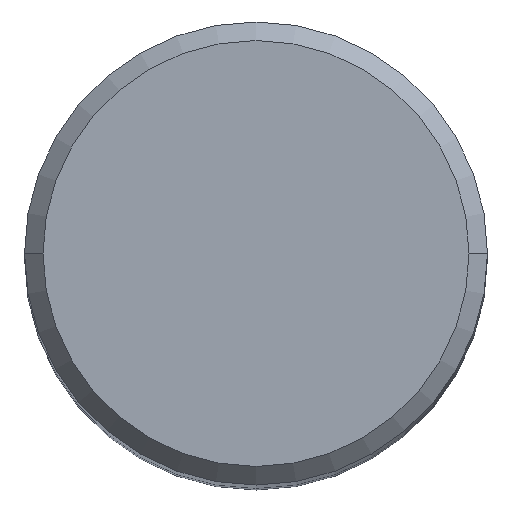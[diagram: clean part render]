
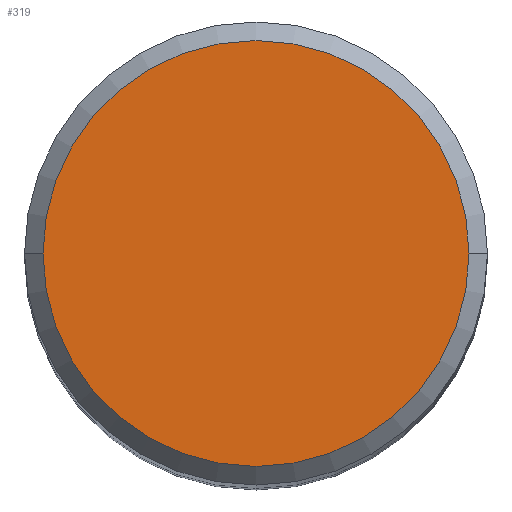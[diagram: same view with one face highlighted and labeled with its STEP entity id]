
A CAD part, top view. The second image highlights one B-rep face of the part: STEP entity #319.
In plain terms, the highlighted planar face has unit normal (0, 0, 1).
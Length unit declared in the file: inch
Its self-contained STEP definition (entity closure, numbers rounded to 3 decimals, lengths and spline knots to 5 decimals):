
#12 = DIRECTION ( 'NONE',  ( 1., 0., 0. ) ) ;
#61 = PLANE ( 'NONE',  #160 ) ;
#70 = CARTESIAN_POINT ( 'NONE',  ( -0.1725, 0., 2.5 ) ) ;
#76 = AXIS2_PLACEMENT_3D ( 'NONE', #177, #254, #12 ) ;
#97 = CARTESIAN_POINT ( 'NONE',  ( 0.1725, 0., 2.5 ) ) ;
#131 = CIRCLE ( 'NONE', #203, 0.1725 ) ;
#136 = EDGE_CURVE ( 'NONE', #207, #299, #131, .T. ) ;
#160 = AXIS2_PLACEMENT_3D ( 'NONE', #263, #273, #243 ) ;
#172 = CIRCLE ( 'NONE', #76, 0.1725 ) ;
#177 = CARTESIAN_POINT ( 'NONE',  ( 0., 0., 2.5 ) ) ;
#194 = DIRECTION ( 'NONE',  ( 0., 0., 1. ) ) ;
#198 = FACE_OUTER_BOUND ( 'NONE', #199, .T. ) ;
#199 = EDGE_LOOP ( 'NONE', ( #292, #233 ) ) ;
#203 = AXIS2_PLACEMENT_3D ( 'NONE', #219, #194, #303 ) ;
#207 = VERTEX_POINT ( 'NONE', #70 ) ;
#219 = CARTESIAN_POINT ( 'NONE',  ( 0., 0., 2.5 ) ) ;
#233 = ORIENTED_EDGE ( 'NONE', *, *, #300, .T. ) ;
#243 = DIRECTION ( 'NONE',  ( 1., 0., 0. ) ) ;
#254 = DIRECTION ( 'NONE',  ( 0., 0., 1. ) ) ;
#263 = CARTESIAN_POINT ( 'NONE',  ( 0., 0., 2.5 ) ) ;
#273 = DIRECTION ( 'NONE',  ( 0., 0., 1. ) ) ;
#292 = ORIENTED_EDGE ( 'NONE', *, *, #136, .T. ) ;
#299 = VERTEX_POINT ( 'NONE', #97 ) ;
#300 = EDGE_CURVE ( 'NONE', #299, #207, #172, .T. ) ;
#303 = DIRECTION ( 'NONE',  ( 1., 0., 0. ) ) ;
#319 = ADVANCED_FACE ( 'NONE', ( #198 ), #61, .T. ) ;
